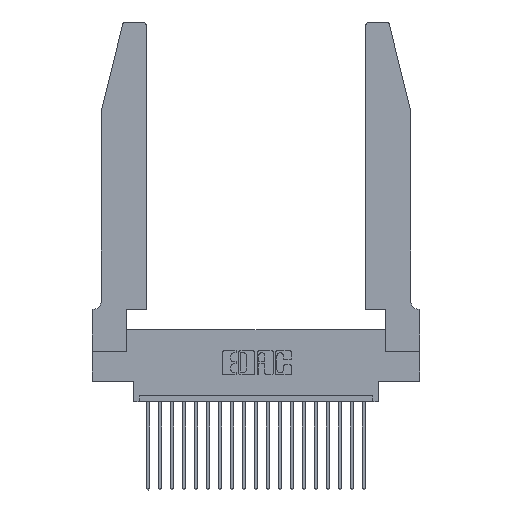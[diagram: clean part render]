
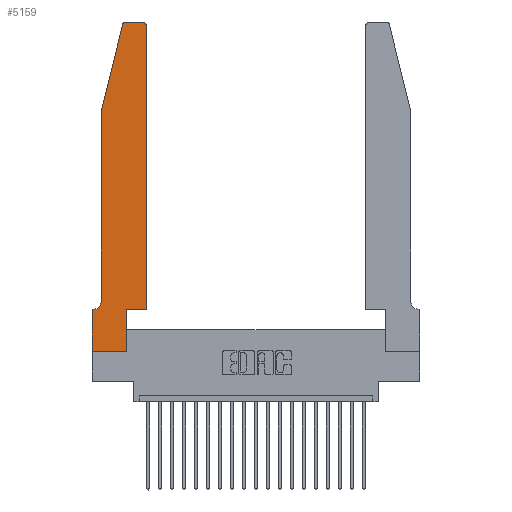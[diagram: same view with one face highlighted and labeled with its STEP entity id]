
A CAD part, top view. The second image highlights one B-rep face of the part: STEP entity #5159.
In plain terms, the highlighted planar face has unit normal (0, 0, 1).
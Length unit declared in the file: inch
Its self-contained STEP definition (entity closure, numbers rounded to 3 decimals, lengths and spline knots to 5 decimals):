
#25 = CARTESIAN_POINT ( 'NONE',  ( 0.0755, 0.35, 0.37 ) ) ;
#294 = EDGE_CURVE ( 'NONE', #14734, #14842, #6943, .T. ) ;
#480 = CARTESIAN_POINT ( 'NONE',  ( 0.0755, 0.42, 0.37 ) ) ;
#616 = ORIENTED_EDGE ( 'NONE', *, *, #9770, .T. ) ;
#879 = EDGE_CURVE ( 'NONE', #18091, #20334, #6925, .T. ) ;
#933 = AXIS2_PLACEMENT_3D ( 'NONE', #8281, #1545, #13632 ) ;
#997 = DIRECTION ( 'NONE',  ( 1., 0., 0. ) ) ;
#1053 = VECTOR ( 'NONE', #4953, 39.37008 ) ;
#1296 = EDGE_CURVE ( 'NONE', #14865, #18091, #6062, .T. ) ;
#1419 = ORIENTED_EDGE ( 'NONE', *, *, #21853, .T. ) ;
#1545 = DIRECTION ( 'NONE',  ( 0., 0., 1. ) ) ;
#1936 = ORIENTED_EDGE ( 'NONE', *, *, #879, .T. ) ;
#2545 = CIRCLE ( 'NONE', #933, 0.03 ) ;
#4561 = CARTESIAN_POINT ( 'NONE',  ( 0.284, 2.72, 0.37 ) ) ;
#4807 = DIRECTION ( 'NONE',  ( 1., 0., 0. ) ) ;
#4953 = DIRECTION ( 'NONE',  ( -0.239, -0.971, 0. ) ) ;
#5159 = ADVANCED_FACE ( 'NONE', ( #6950 ), #18369, .T. ) ;
#5481 = VERTEX_POINT ( 'NONE', #10086 ) ;
#5575 = LINE ( 'NONE', #15060, #16073 ) ;
#5824 = DIRECTION ( 'NONE',  ( 0., 1., 0. ) ) ;
#5908 = DIRECTION ( 'NONE',  ( -1., 0., 0. ) ) ;
#5989 = AXIS2_PLACEMENT_3D ( 'NONE', #18141, #7797, #997 ) ;
#6062 = CIRCLE ( 'NONE', #11267, 0.07 ) ;
#6101 = VECTOR ( 'NONE', #15538, 39.37008 ) ;
#6266 = DIRECTION ( 'NONE',  ( 0., -1., 0. ) ) ;
#6289 = EDGE_CURVE ( 'NONE', #17428, #5481, #5575, .T. ) ;
#6295 = VECTOR ( 'NONE', #12131, 39.37008 ) ;
#6384 = VERTEX_POINT ( 'NONE', #20970 ) ;
#6889 = CARTESIAN_POINT ( 'NONE',  ( 0., 0., 0.37 ) ) ;
#6925 = LINE ( 'NONE', #25, #6101 ) ;
#6943 = LINE ( 'NONE', #17213, #1053 ) ;
#6950 = FACE_OUTER_BOUND ( 'NONE', #19400, .T. ) ;
#7452 = VECTOR ( 'NONE', #6266, 39.37008 ) ;
#7797 = DIRECTION ( 'NONE',  ( 0., 0., 1. ) ) ;
#7842 = VERTEX_POINT ( 'NONE', #20754 ) ;
#7918 = DIRECTION ( 'NONE',  ( 1., 0., 0. ) ) ;
#8193 = ORIENTED_EDGE ( 'NONE', *, *, #1296, .T. ) ;
#8281 = CARTESIAN_POINT ( 'NONE',  ( 0.4205, 2.72, 0.37 ) ) ;
#9150 = CARTESIAN_POINT ( 'NONE',  ( 0.2605, 2.75, 0.37 ) ) ;
#9661 = DIRECTION ( 'NONE',  ( 0., 0., -1. ) ) ;
#9719 = VECTOR ( 'NONE', #5824, 39.37008 ) ;
#9733 = CARTESIAN_POINT ( 'NONE',  ( 0.0755, 2., 0.37 ) ) ;
#9770 = EDGE_CURVE ( 'NONE', #18354, #6384, #11843, .T. ) ;
#9819 = ORIENTED_EDGE ( 'NONE', *, *, #17568, .T. ) ;
#9866 = EDGE_CURVE ( 'NONE', #14842, #14865, #21218, .T. ) ;
#10086 = CARTESIAN_POINT ( 'NONE',  ( 0.2865, 0., 0.37 ) ) ;
#10130 = ORIENTED_EDGE ( 'NONE', *, *, #13810, .T. ) ;
#10412 = ORIENTED_EDGE ( 'NONE', *, *, #19565, .T. ) ;
#11267 = AXIS2_PLACEMENT_3D ( 'NONE', #16898, #9661, #16755 ) ;
#11790 = EDGE_CURVE ( 'NONE', #18010, #7842, #16026, .T. ) ;
#11843 = LINE ( 'NONE', #9150, #16967 ) ;
#12131 = DIRECTION ( 'NONE',  ( 1., 0., 0. ) ) ;
#12252 = ORIENTED_EDGE ( 'NONE', *, *, #6289, .T. ) ;
#12592 = CARTESIAN_POINT ( 'NONE',  ( 0.4505, 0.35, 0.37 ) ) ;
#13183 = CARTESIAN_POINT ( 'NONE',  ( 0.2865, 0.35, 0.37 ) ) ;
#13560 = ORIENTED_EDGE ( 'NONE', *, *, #294, .T. ) ;
#13632 = DIRECTION ( 'NONE',  ( 1., 0., 0. ) ) ;
#13805 = CARTESIAN_POINT ( 'NONE',  ( 0.25487, 2.72718, 0.37 ) ) ;
#13810 = EDGE_CURVE ( 'NONE', #6384, #14734, #18380, .T. ) ;
#13894 = CARTESIAN_POINT ( 'NONE',  ( 0.2865, 0.35, 0.37 ) ) ;
#14594 = DIRECTION ( 'NONE',  ( 0., 0., 1. ) ) ;
#14708 = LINE ( 'NONE', #6889, #16568 ) ;
#14734 = VERTEX_POINT ( 'NONE', #13805 ) ;
#14756 = CARTESIAN_POINT ( 'NONE',  ( 0., 0., 0.37 ) ) ;
#14842 = VERTEX_POINT ( 'NONE', #17640 ) ;
#14865 = VERTEX_POINT ( 'NONE', #480 ) ;
#15060 = CARTESIAN_POINT ( 'NONE',  ( 0., 0., 0.37 ) ) ;
#15538 = DIRECTION ( 'NONE',  ( -1., 0., 0. ) ) ;
#15555 = CARTESIAN_POINT ( 'NONE',  ( 0.4505, 0.35, 0.37 ) ) ;
#15565 = DIRECTION ( 'NONE',  ( 0., 1., 0. ) ) ;
#15809 = ORIENTED_EDGE ( 'NONE', *, *, #9866, .T. ) ;
#15841 = LINE ( 'NONE', #13894, #22008 ) ;
#15906 = CARTESIAN_POINT ( 'NONE',  ( 0., 0.35, 0.37 ) ) ;
#16026 = LINE ( 'NONE', #15555, #6295 ) ;
#16073 = VECTOR ( 'NONE', #4807, 39.37008 ) ;
#16568 = VECTOR ( 'NONE', #19167, 39.37008 ) ;
#16755 = DIRECTION ( 'NONE',  ( -1., 0., 0. ) ) ;
#16898 = CARTESIAN_POINT ( 'NONE',  ( 0.0055, 0.42, 0.37 ) ) ;
#16967 = VECTOR ( 'NONE', #5908, 39.37008 ) ;
#17213 = CARTESIAN_POINT ( 'NONE',  ( 0.0755, 2., 0.37 ) ) ;
#17428 = VERTEX_POINT ( 'NONE', #14756 ) ;
#17568 = EDGE_CURVE ( 'NONE', #20334, #17428, #14708, .T. ) ;
#17640 = CARTESIAN_POINT ( 'NONE',  ( 0.0755, 2., 0.37 ) ) ;
#18010 = VERTEX_POINT ( 'NONE', #13183 ) ;
#18078 = LINE ( 'NONE', #12592, #9719 ) ;
#18091 = VERTEX_POINT ( 'NONE', #19947 ) ;
#18118 = EDGE_CURVE ( 'NONE', #21040, #18354, #2545, .T. ) ;
#18141 = CARTESIAN_POINT ( 'NONE',  ( 0., 0.35, 0.37 ) ) ;
#18354 = VERTEX_POINT ( 'NONE', #19137 ) ;
#18369 = PLANE ( 'NONE',  #5989 ) ;
#18380 = CIRCLE ( 'NONE', #18760, 0.03 ) ;
#18760 = AXIS2_PLACEMENT_3D ( 'NONE', #4561, #14594, #7918 ) ;
#18813 = ORIENTED_EDGE ( 'NONE', *, *, #18118, .T. ) ;
#19137 = CARTESIAN_POINT ( 'NONE',  ( 0.4205, 2.75, 0.37 ) ) ;
#19167 = DIRECTION ( 'NONE',  ( 0., -1., 0. ) ) ;
#19400 = EDGE_LOOP ( 'NONE', ( #616, #10130, #13560, #15809, #8193, #1936, #9819, #12252, #1419, #21383, #10412, #18813 ) ) ;
#19565 = EDGE_CURVE ( 'NONE', #7842, #21040, #18078, .T. ) ;
#19602 = CARTESIAN_POINT ( 'NONE',  ( 0.4505, 2.72, 0.37 ) ) ;
#19947 = CARTESIAN_POINT ( 'NONE',  ( 0.0055, 0.35, 0.37 ) ) ;
#20334 = VERTEX_POINT ( 'NONE', #15906 ) ;
#20754 = CARTESIAN_POINT ( 'NONE',  ( 0.4505, 0.35, 0.37 ) ) ;
#20970 = CARTESIAN_POINT ( 'NONE',  ( 0.284, 2.75, 0.37 ) ) ;
#21040 = VERTEX_POINT ( 'NONE', #19602 ) ;
#21218 = LINE ( 'NONE', #9733, #7452 ) ;
#21383 = ORIENTED_EDGE ( 'NONE', *, *, #11790, .T. ) ;
#21853 = EDGE_CURVE ( 'NONE', #5481, #18010, #15841, .T. ) ;
#22008 = VECTOR ( 'NONE', #15565, 39.37008 ) ;
